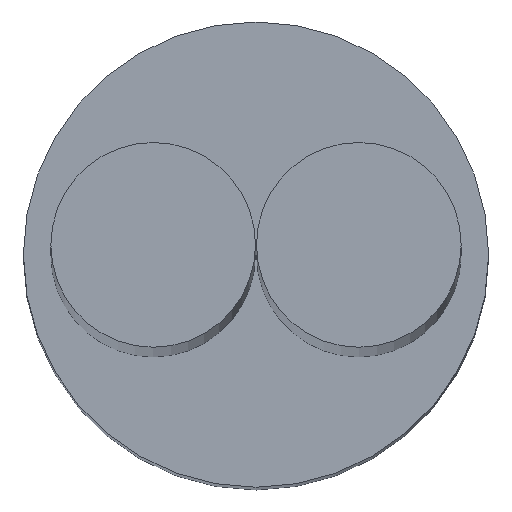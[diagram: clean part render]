
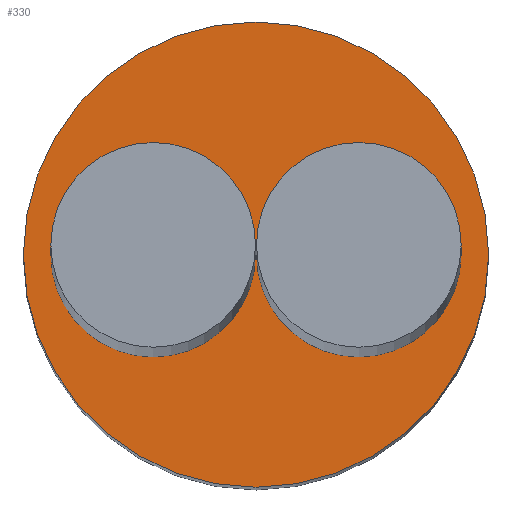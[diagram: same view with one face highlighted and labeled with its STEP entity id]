
A CAD part, top view. The second image highlights one B-rep face of the part: STEP entity #330.
In plain terms, the highlighted planar face has unit normal (0, 0, 1).
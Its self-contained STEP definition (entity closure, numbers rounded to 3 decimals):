
#76=CARTESIAN_POINT('',(5.978,-1.392,14.688));
#77=DIRECTION('',(0.,0.,1.));
#78=DIRECTION('',(1.,0.,0.));
#79=AXIS2_PLACEMENT_3D('',#76,#77,#78);
#81=CARTESIAN_POINT('',(5.978,-1.392,14.688));
#82=DIRECTION('',(0.,0.,1.));
#83=DIRECTION('',(-1.,0.,0.));
#84=AXIS2_PLACEMENT_3D('',#81,#82,#83);
#86=CARTESIAN_POINT('',(4.873,-1.392,14.688));
#87=DIRECTION('',(0.,0.,-1.));
#88=DIRECTION('',(1.,0.,0.));
#89=AXIS2_PLACEMENT_3D('',#86,#87,#88);
#91=CARTESIAN_POINT('',(4.873,-1.392,14.688));
#92=DIRECTION('',(0.,0.,-1.));
#93=DIRECTION('',(-1.,0.,0.));
#94=AXIS2_PLACEMENT_3D('',#91,#92,#93);
#96=CARTESIAN_POINT('',(7.083,-1.392,14.688));
#97=DIRECTION('',(0.,0.,-1.));
#98=DIRECTION('',(1.,0.,0.));
#99=AXIS2_PLACEMENT_3D('',#96,#97,#98);
#101=CARTESIAN_POINT('',(7.083,-1.392,14.688));
#102=DIRECTION('',(0.,0.,-1.));
#103=DIRECTION('',(-1.,0.,0.));
#104=AXIS2_PLACEMENT_3D('',#101,#102,#103);
#174=CARTESIAN_POINT('',(8.478,-1.392,14.688));
#176=VERTEX_POINT('',#174);
#183=CARTESIAN_POINT('',(5.983,-1.392,14.688));
#185=VERTEX_POINT('',#183);
#187=CARTESIAN_POINT('',(3.773,-1.392,14.688));
#189=VERTEX_POINT('',#187);
#192=CARTESIAN_POINT('',(5.973,-1.392,14.688));
#193=VERTEX_POINT('',#192);
#194=CARTESIAN_POINT('',(8.183,-1.392,14.688));
#195=VERTEX_POINT('',#194);
#200=CARTESIAN_POINT('',(3.478,-1.392,14.688));
#201=VERTEX_POINT('',#200);
#309=CARTESIAN_POINT('',(8.582,-3.992,14.688));
#310=DIRECTION('',(0.,0.,1.));
#311=DIRECTION('',(0.,1.,0.));
#312=AXIS2_PLACEMENT_3D('',#309,#310,#311);
#313=PLANE('',#312);
#314=ORIENTED_EDGE('',*,*,#296,.F.);
#315=ORIENTED_EDGE('',*,*,#274,.F.);
#316=EDGE_LOOP('',(#314,#315));
#317=FACE_OUTER_BOUND('',#316,.F.);
#319=ORIENTED_EDGE('',*,*,#318,.F.);
#321=ORIENTED_EDGE('',*,*,#320,.F.);
#322=EDGE_LOOP('',(#319,#321));
#323=FACE_BOUND('',#322,.F.);
#325=ORIENTED_EDGE('',*,*,#324,.F.);
#327=ORIENTED_EDGE('',*,*,#326,.F.);
#328=EDGE_LOOP('',(#325,#327));
#329=FACE_BOUND('',#328,.F.);
#330=ADVANCED_FACE('',(#317,#323,#329),#313,.T.);
#80=CIRCLE('',#79,2.5);
#85=CIRCLE('',#84,2.5);
#90=CIRCLE('',#89,1.1);
#95=CIRCLE('',#94,1.1);
#100=CIRCLE('',#99,1.1);
#105=CIRCLE('',#104,1.1);
#274=EDGE_CURVE('',#201,#176,#85,.T.);
#296=EDGE_CURVE('',#176,#201,#80,.T.);
#318=EDGE_CURVE('',#193,#189,#90,.T.);
#320=EDGE_CURVE('',#189,#193,#95,.T.);
#324=EDGE_CURVE('',#195,#185,#100,.T.);
#326=EDGE_CURVE('',#185,#195,#105,.T.);
